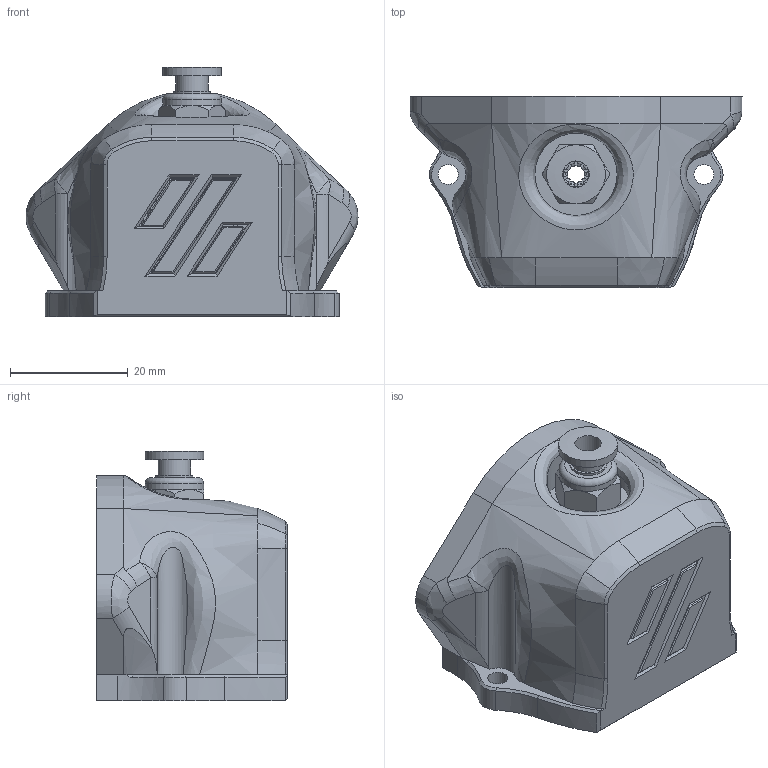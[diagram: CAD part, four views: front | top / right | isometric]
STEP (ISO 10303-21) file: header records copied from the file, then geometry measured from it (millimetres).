
FILE_DESCRIPTION(/* description */ (''),/* implementation_level */ '2;1');
FILE_NAME(/* name */ 'LED_Bowden_Toolhead.step',/* time_stamp */ '2021-12-23T12:49:58-08:00',/* author */ (''),/* organization */ (''),/* preprocessor_version */ 'ST-DEVELOPER v18.1',/* originating_system */ 'Autodesk Translation Framework v10.10.0.1391',/* authorisation */ '');
FILE_SCHEMA (('AUTOMOTIVE_DESIGN { 1 0 10303 214 3 1 1 }'));
Length unit declared in the file: millimetre
Products named in the file (5): LED_Bowden_Toolhead; logo_led_carrier; rgbw_led_module; logo_led_diffuser; M10-Bowden
Assembly tree (4 placements, depth 2):
  LED_Bowden_Toolhead
    logo_led_carrier
    rgbw_led_module
    logo_led_diffuser
    M10-Bowden
Bounding box: 56.5 x 32.49 x 42.5 mm (x, y, z)
Volume: 35659.5 mm3; surface area: 13920.2 mm2
Topology: 7 solids, 7 shells, 588 faces, 1633 edges, 1074 vertices
Faces by surface type: plane 330, cylinder 138, bspline 57, cone 38, torus 23, sphere 2
Full cylindrical faces by diameter (mm): 3 x1, 3.4 x2, 3.8 x1, 4.4 x1, 4.5 x3, 4.7 x2, 5.5 x3, 6.3 x1, 8.526 x1, 8.917 x8, 9.5 x1, 9.947 x1, 10 x7, 14 x1
Entity records: 24502 total; most frequent: CARTESIAN_POINT 9652, ORIENTED_EDGE 3266, DIRECTION 2730, EDGE_CURVE 1633, VERTEX_POINT 1074, LINE 918, VECTOR 918, AXIS2_PLACEMENT_3D 906
